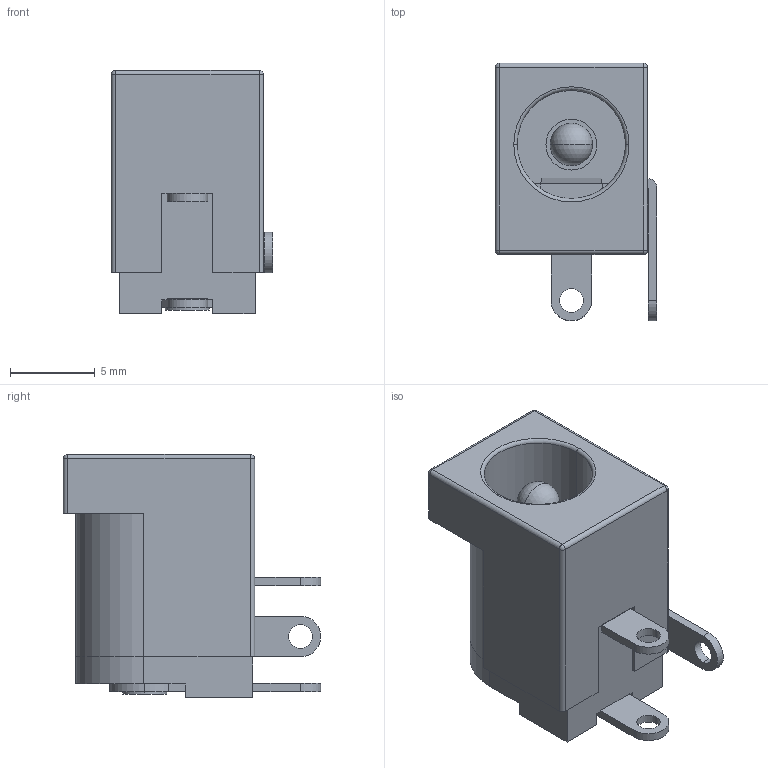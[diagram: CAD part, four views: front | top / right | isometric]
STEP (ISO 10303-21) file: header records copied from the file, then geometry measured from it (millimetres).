
FILE_DESCRIPTION (( 'STEP AP214' ), '1' );
FILE_NAME ('54-00167.STEP', '2020-04-02T07:02:40', ( '' ), ( '' ), 'SwSTEP 2.0', 'SolidWorks 2017', '' );
FILE_SCHEMA (( 'AUTOMOTIVE_DESIGN' ));
Length unit declared in the file: millimetre
Products named in the file (1): 54-00167
Bounding box: 9.55 x 15.2 x 14.35 mm (x, y, z)
Volume: 982.8 mm3; surface area: 1442.4 mm2
Topology: 7 solids, 7 shells, 136 faces, 337 edges, 215 vertices
Faces by surface type: plane 78, cylinder 46, sphere 6, torus 6
Entity records: 4079 total; most frequent: DIRECTION 713, CARTESIAN_POINT 679, ORIENTED_EDGE 658, EDGE_CURVE 329, AXIS2_PLACEMENT_3D 247, VECTOR 219, LINE 219, VERTEX_POINT 213
